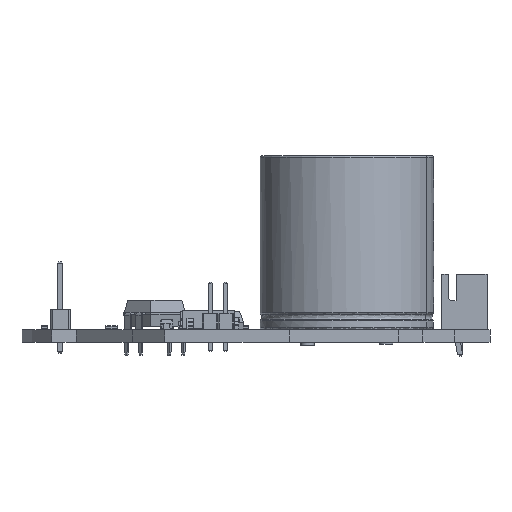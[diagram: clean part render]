
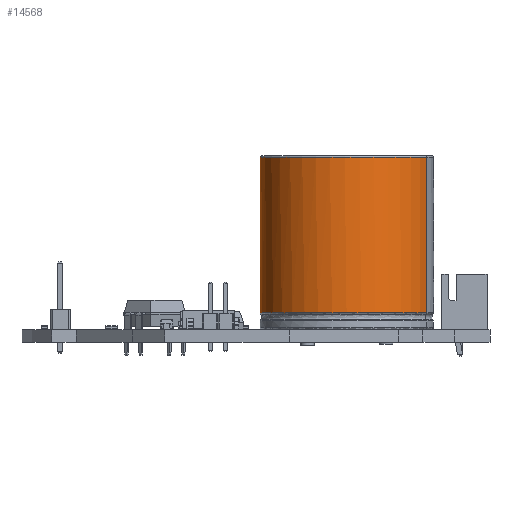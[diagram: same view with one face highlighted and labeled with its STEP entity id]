
A CAD part, front view. The second image highlights one B-rep face of the part: STEP entity #14568.
In plain terms, the highlighted cylindrical face has radius 11 mm (diameter 22 mm), a partial arc.
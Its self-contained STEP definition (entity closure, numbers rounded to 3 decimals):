
#14202 = VERTEX_POINT('',#14203);
#14203 = CARTESIAN_POINT('',(15.163,-4.21,
    2.135));
#14214 = EDGE_CURVE('',#14202,#14215,#14217,.T.);
#14215 = VERTEX_POINT('',#14216);
#14216 = CARTESIAN_POINT('',(15.163,4.21,
    2.135));
#14217 = B_SPLINE_CURVE_WITH_KNOTS('',12,(#14218,#14219,#14220,#14221,
    #14222,#14223,#14224,#14225,#14226,#14227,#14228,#14229,#14230,
    #14231,#14232,#14233,#14234,#14235,#14236,#14237,#14238,#14239,
    #14240,#14241,#14242,#14243,#14244,#14245,#14246,#14247,#14248,
    #14249,#14250,#14251,#14252),.UNSPECIFIED.,.F.,.F.,(13,11,11,13),(
    -2.577,0.,60.476,63.052),
  .UNSPECIFIED.);
#14218 = CARTESIAN_POINT('',(16.149,-1.829,
    2.135));
#14219 = CARTESIAN_POINT('',(16.066,-2.029,
    2.135));
#14220 = CARTESIAN_POINT('',(15.983,-2.228,
    2.135));
#14221 = CARTESIAN_POINT('',(15.901,-2.427,
    2.135));
#14222 = CARTESIAN_POINT('',(15.818,-2.626,
    2.135));
#14223 = CARTESIAN_POINT('',(15.736,-2.825,
    2.135));
#14224 = CARTESIAN_POINT('',(15.654,-3.024,
    2.135));
#14225 = CARTESIAN_POINT('',(15.572,-3.222,
    2.135));
#14226 = CARTESIAN_POINT('',(15.49,-3.42,
    2.135));
#14227 = CARTESIAN_POINT('',(15.408,-3.618,
    2.135));
#14228 = CARTESIAN_POINT('',(15.326,-3.815,
    2.135));
#14229 = CARTESIAN_POINT('',(15.244,-4.013,
    2.135));
#14230 = CARTESIAN_POINT('',(13.247,-8.833,
    2.135));
#14231 = CARTESIAN_POINT('',(9.007,-12.577,
    2.135));
#14232 = CARTESIAN_POINT('',(2.886,-14.06,
    2.135));
#14233 = CARTESIAN_POINT('',(-3.677,-12.131,
    2.135));
#14234 = CARTESIAN_POINT('',(-8.564,-7.316,
    2.135));
#14235 = CARTESIAN_POINT('',(-11.014,0.,
    2.135));
#14236 = CARTESIAN_POINT('',(-8.564,7.316,
    2.135));
#14237 = CARTESIAN_POINT('',(-3.677,12.131,
    2.135));
#14238 = CARTESIAN_POINT('',(2.886,14.06,
    2.135));
#14239 = CARTESIAN_POINT('',(9.007,12.577,
    2.135));
#14240 = CARTESIAN_POINT('',(13.247,8.833,
    2.135));
#14241 = CARTESIAN_POINT('',(15.244,4.013,
    2.135));
#14242 = CARTESIAN_POINT('',(15.326,3.815,
    2.135));
#14243 = CARTESIAN_POINT('',(15.408,3.618,
    2.135));
#14244 = CARTESIAN_POINT('',(15.49,3.42,
    2.135));
#14245 = CARTESIAN_POINT('',(15.572,3.222,
    2.135));
#14246 = CARTESIAN_POINT('',(15.654,3.024,
    2.135));
#14247 = CARTESIAN_POINT('',(15.736,2.825,
    2.135));
#14248 = CARTESIAN_POINT('',(15.818,2.626,
    2.135));
#14249 = CARTESIAN_POINT('',(15.901,2.427,
    2.135));
#14250 = CARTESIAN_POINT('',(15.983,2.228,
    2.135));
#14251 = CARTESIAN_POINT('',(16.066,2.029,
    2.135));
#14252 = CARTESIAN_POINT('',(16.149,1.829,
    2.135));
#14568 = ADVANCED_FACE('',(#14569),#14595,.T.);
#14569 = FACE_BOUND('',#14570,.T.);
#14570 = EDGE_LOOP('',(#14571,#14582,#14588,#14589));
#14571 = ORIENTED_EDGE('',*,*,#14572,.T.);
#14572 = EDGE_CURVE('',#14573,#14575,#14577,.T.);
#14573 = VERTEX_POINT('',#14574);
#14574 = CARTESIAN_POINT('',(15.163,-4.21,21.8));
#14575 = VERTEX_POINT('',#14576);
#14576 = CARTESIAN_POINT('',(15.163,4.21,21.8));
#14577 = CIRCLE('',#14578,11.);
#14578 = AXIS2_PLACEMENT_3D('',#14579,#14580,#14581);
#14579 = CARTESIAN_POINT('',(5.,0.,21.8));
#14580 = DIRECTION('',(0.,-0.,-1.));
#14581 = DIRECTION('',(0.924,-0.383,0.));
#14582 = ORIENTED_EDGE('',*,*,#14583,.F.);
#14583 = EDGE_CURVE('',#14215,#14575,#14584,.T.);
#14584 = LINE('',#14585,#14586);
#14585 = CARTESIAN_POINT('',(15.163,4.21,2.));
#14586 = VECTOR('',#14587,1.);
#14587 = DIRECTION('',(0.,0.,1.));
#14588 = ORIENTED_EDGE('',*,*,#14214,.F.);
#14589 = ORIENTED_EDGE('',*,*,#14590,.T.);
#14590 = EDGE_CURVE('',#14202,#14573,#14591,.T.);
#14591 = LINE('',#14592,#14593);
#14592 = CARTESIAN_POINT('',(15.163,-4.21,2.));
#14593 = VECTOR('',#14594,1.);
#14594 = DIRECTION('',(0.,0.,1.));
#14595 = CYLINDRICAL_SURFACE('',#14596,11.);
#14596 = AXIS2_PLACEMENT_3D('',#14597,#14598,#14599);
#14597 = CARTESIAN_POINT('',(5.,0.,2.));
#14598 = DIRECTION('',(0.,0.,1.));
#14599 = DIRECTION('',(0.924,-0.383,0.));
